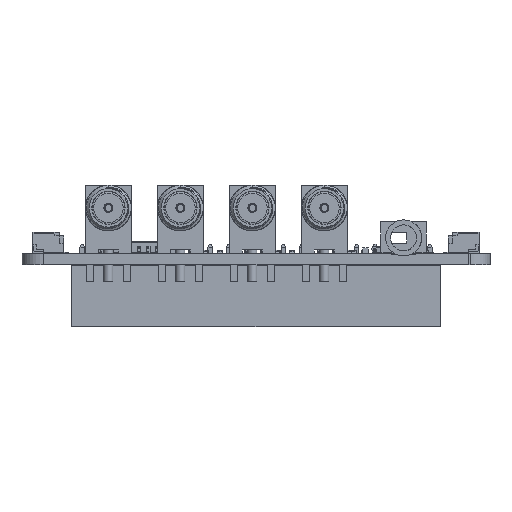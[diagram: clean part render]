
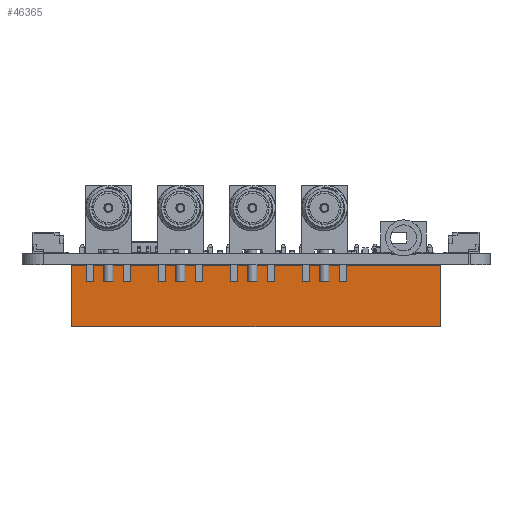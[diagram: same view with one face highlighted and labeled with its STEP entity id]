
A CAD part, front view. The second image highlights one B-rep face of the part: STEP entity #46365.
In plain terms, the highlighted planar face has unit normal (0, -1, 0).
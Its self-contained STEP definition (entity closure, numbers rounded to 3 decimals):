
#4804=PLANE('',#49613);
#7319=FACE_OUTER_BOUND('',#10207,.T.);
#10207=EDGE_LOOP('',(#43474,#43475,#43476,#43477));
#14910=LINE('',#89033,#19622);
#14916=LINE('',#89045,#19628);
#14919=LINE('',#89050,#19631);
#14920=LINE('',#89052,#19632);
#19622=VECTOR('',#60354,1.);
#19628=VECTOR('',#60362,1.);
#19631=VECTOR('',#60369,1.);
#19632=VECTOR('',#60372,1.);
#24473=VERTEX_POINT('',#89030);
#24474=VERTEX_POINT('',#89032);
#24476=VERTEX_POINT('',#89038);
#24479=VERTEX_POINT('',#89043);
#30803=EDGE_CURVE('',#24473,#24474,#14910,.T.);
#30809=EDGE_CURVE('',#24479,#24476,#14916,.T.);
#30812=EDGE_CURVE('',#24474,#24479,#14919,.T.);
#30813=EDGE_CURVE('',#24473,#24476,#14920,.T.);
#43474=ORIENTED_EDGE('',*,*,#30813,.T.);
#43475=ORIENTED_EDGE('',*,*,#30809,.F.);
#43476=ORIENTED_EDGE('',*,*,#30812,.F.);
#43477=ORIENTED_EDGE('',*,*,#30803,.F.);
#46365=ADVANCED_FACE('',(#7319),#4804,.F.);
#49613=AXIS2_PLACEMENT_3D('',#89051,#60370,#60371);
#60354=DIRECTION('',(-1.,0.,0.));
#60362=DIRECTION('',(1.,0.,0.));
#60369=DIRECTION('',(0.,0.,1.));
#60370=DIRECTION('center_axis',(0.,1.,0.));
#60371=DIRECTION('ref_axis',(0.,0.,
1.));
#60372=DIRECTION('',(0.,0.,1.));
#89030=CARTESIAN_POINT('',(58.1,49.96,-10.179));
#89032=CARTESIAN_POINT('',(6.9,49.96,-10.179));
#89033=CARTESIAN_POINT('',(32.5,49.96,-10.179));
#89038=CARTESIAN_POINT('',(58.1,49.96,-1.679));
#89043=CARTESIAN_POINT('',(6.9,49.96,-1.679));
#89045=CARTESIAN_POINT('',(32.5,49.96,-1.679));
#89050=CARTESIAN_POINT('',(6.9,49.96,-5.929));
#89051=CARTESIAN_POINT('Origin',(32.5,49.96,-5.929));
#89052=CARTESIAN_POINT('',(58.1,49.96,-5.929));
